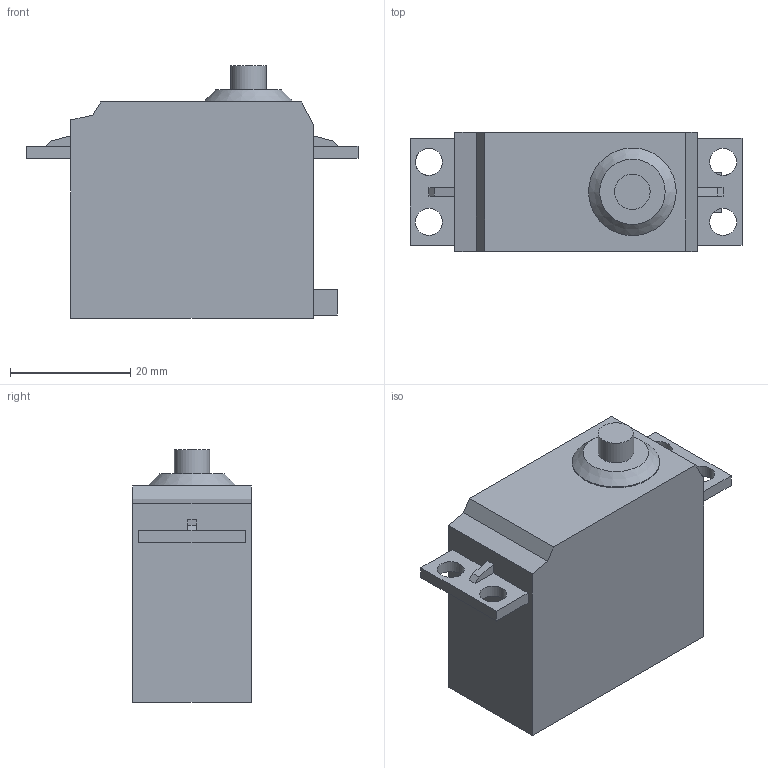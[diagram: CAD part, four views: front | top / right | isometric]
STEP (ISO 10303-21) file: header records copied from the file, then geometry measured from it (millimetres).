
FILE_DESCRIPTION(('FreeCAD Model'),'2;1');
FILE_NAME('FUTABA_S3003.step', '2015-02-19T01:25:03',('Author'),(''), 'Open CASCADE STEP processor 6.7','FreeCAD','Unknown');
FILE_SCHEMA(('AUTOMOTIVE_DESIGN_CC2 { 1 2 10303 214 -1 1 5 4 }'));
Length unit declared in the file: millimetre
Products named in the file (1): S3003
Bounding box: 55.33 x 19.8 x 42 mm (x, y, z)
Volume: 29412.7 mm3; surface area: 6634.7 mm2
Topology: 1 solids, 1 shells, 41 faces, 105 edges, 71 vertices
Faces by surface type: plane 34, cylinder 6, cone 1
Full cylindrical faces by diameter (mm): 4.5 x4, 5.9 x1, 14.6 x1
Entity records: 2625 total; most frequent: CARTESIAN_POINT 472, DIRECTION 387, LINE 256, VECTOR 256, ORIENTED_EDGE 210, PCURVE 210, DEFINITIONAL_REPRESENTATION 210, EDGE_CURVE 105
